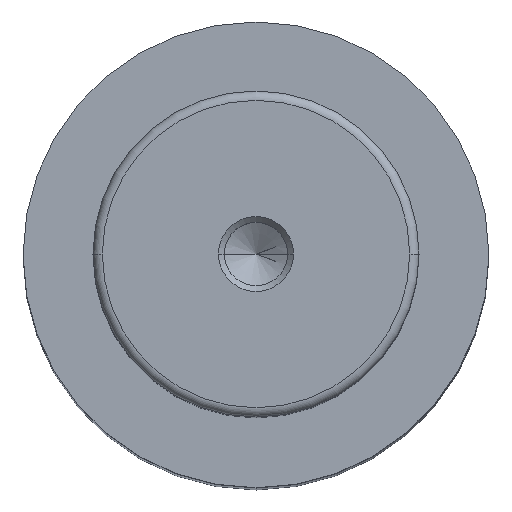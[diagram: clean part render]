
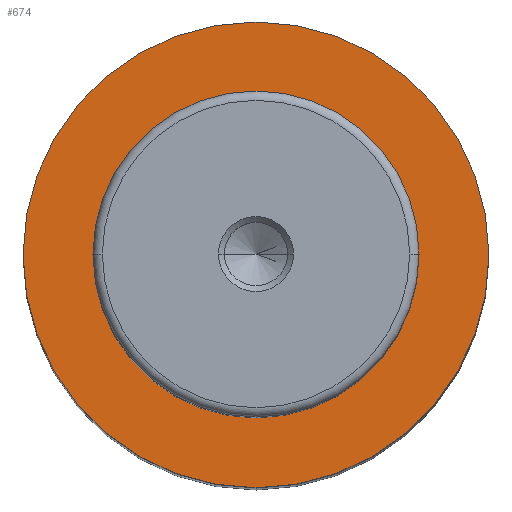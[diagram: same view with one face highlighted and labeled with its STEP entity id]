
A CAD part, top view. The second image highlights one B-rep face of the part: STEP entity #674.
In plain terms, the highlighted planar face has unit normal (0, 0, 1).
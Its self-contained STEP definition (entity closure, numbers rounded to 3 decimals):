
#34 = DIRECTION ( 'NONE',  ( 0., 0., -1. ) ) ;
#72 = DIRECTION ( 'NONE',  ( -1., 0., 0. ) ) ;
#124 = DIRECTION ( 'NONE',  ( -1., 0., 0. ) ) ;
#161 = AXIS2_PLACEMENT_3D ( 'NONE', #328, #34, #124 ) ;
#166 = VERTEX_POINT ( 'NONE', #224 ) ;
#184 = CARTESIAN_POINT ( 'NONE',  ( -17.5, 0., 137. ) ) ;
#190 = DIRECTION ( 'NONE',  ( 0., 0., 1. ) ) ;
#224 = CARTESIAN_POINT ( 'NONE',  ( 17.5, 0., 137. ) ) ;
#310 = AXIS2_PLACEMENT_3D ( 'NONE', #844, #931, #1120 ) ;
#328 = CARTESIAN_POINT ( 'NONE',  ( 0., 0., 137. ) ) ;
#329 = AXIS2_PLACEMENT_3D ( 'NONE', #854, #946, #1121 ) ;
#338 = ORIENTED_EDGE ( 'NONE', *, *, #400, .T. ) ;
#342 = CIRCLE ( 'NONE', #787, 25. ) ;
#352 = CARTESIAN_POINT ( 'NONE',  ( 0., 0., 137. ) ) ;
#384 = EDGE_LOOP ( 'NONE', ( #338, #461 ) ) ;
#400 = EDGE_CURVE ( 'NONE', #1013, #166, #1051, .T. ) ;
#461 = ORIENTED_EDGE ( 'NONE', *, *, #859, .T. ) ;
#474 = EDGE_LOOP ( 'NONE', ( #616, #1127 ) ) ;
#546 = FACE_OUTER_BOUND ( 'NONE', #474, .T. ) ;
#572 = CARTESIAN_POINT ( 'NONE',  ( -17.5, 0., 137. ) ) ;
#611 = EDGE_CURVE ( 'NONE', #701, #907, #342, .T. ) ;
#616 = ORIENTED_EDGE ( 'NONE', *, *, #611, .F. ) ;
#651 = DIRECTION ( 'NONE',  ( 1., 0., 0. ) ) ;
#674 = ADVANCED_FACE ( 'NONE', ( #912, #546 ), #893, .T. ) ;
#701 = VERTEX_POINT ( 'NONE', #1129 ) ;
#705 = CARTESIAN_POINT ( 'NONE',  ( 25., 0., 137. ) ) ;
#787 = AXIS2_PLACEMENT_3D ( 'NONE', #352, #814, #72 ) ;
#814 = DIRECTION ( 'NONE',  ( 0., 0., -1. ) ) ;
#844 = CARTESIAN_POINT ( 'NONE',  ( 0., 0., 137. ) ) ;
#854 = CARTESIAN_POINT ( 'NONE',  ( 0., 0., 137. ) ) ;
#859 = EDGE_CURVE ( 'NONE', #166, #1013, #890, .T. ) ;
#890 = CIRCLE ( 'NONE', #161, 17.5 ) ;
#893 = PLANE ( 'NONE',  #984 ) ;
#907 = VERTEX_POINT ( 'NONE', #705 ) ;
#912 = FACE_BOUND ( 'NONE', #384, .T. ) ;
#931 = DIRECTION ( 'NONE',  ( 0., 0., -1. ) ) ;
#946 = DIRECTION ( 'NONE',  ( 0., 0., -1. ) ) ;
#984 = AXIS2_PLACEMENT_3D ( 'NONE', #184, #190, #651 ) ;
#1013 = VERTEX_POINT ( 'NONE', #572 ) ;
#1051 = CIRCLE ( 'NONE', #310, 17.5 ) ;
#1120 = DIRECTION ( 'NONE',  ( -1., 0., 0. ) ) ;
#1121 = DIRECTION ( 'NONE',  ( -1., 0., 0. ) ) ;
#1127 = ORIENTED_EDGE ( 'NONE', *, *, #1176, .F. ) ;
#1129 = CARTESIAN_POINT ( 'NONE',  ( -25., 0., 137. ) ) ;
#1176 = EDGE_CURVE ( 'NONE', #907, #701, #1186, .T. ) ;
#1186 = CIRCLE ( 'NONE', #329, 25. ) ;
